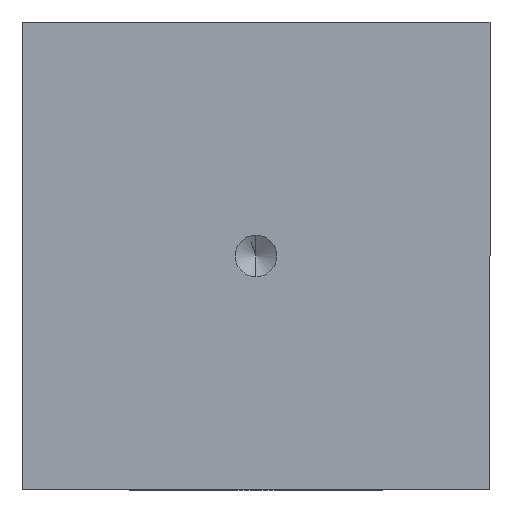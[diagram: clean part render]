
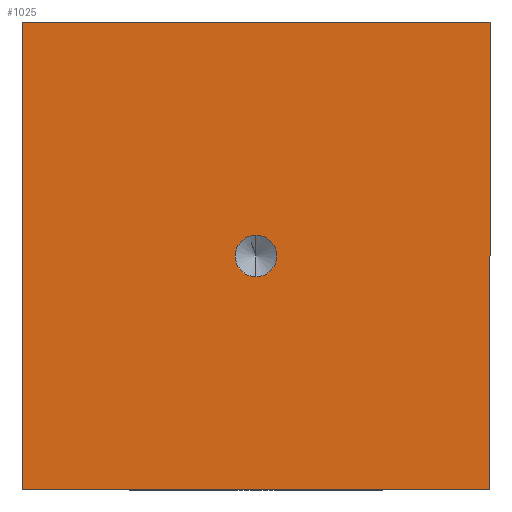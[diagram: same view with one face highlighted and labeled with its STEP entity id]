
A CAD part, front view. The second image highlights one B-rep face of the part: STEP entity #1025.
In plain terms, the highlighted planar face has unit normal (0, -1, 0).
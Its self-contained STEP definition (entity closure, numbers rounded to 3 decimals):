
#38 = AXIS2_PLACEMENT_3D ( 'NONE', #881, #513, #981 ) ;
#40 = VECTOR ( 'NONE', #1014, 1000. ) ;
#65 = CARTESIAN_POINT ( 'NONE',  ( 12.7, 0., 11.57 ) ) ;
#118 = ORIENTED_EDGE ( 'NONE', *, *, #1454, .F. ) ;
#150 = CARTESIAN_POINT ( 'NONE',  ( 0., 0., 25.4 ) ) ;
#170 = ORIENTED_EDGE ( 'NONE', *, *, #1265, .F. ) ;
#214 = FACE_OUTER_BOUND ( 'NONE', #1309, .T. ) ;
#230 = VERTEX_POINT ( 'NONE', #65 ) ;
#241 = DIRECTION ( 'NONE',  ( 0., 0., -1. ) ) ;
#251 = LINE ( 'NONE', #724, #650 ) ;
#314 = VERTEX_POINT ( 'NONE', #1160 ) ;
#351 = AXIS2_PLACEMENT_3D ( 'NONE', #1404, #615, #1081 ) ;
#353 = DIRECTION ( 'NONE',  ( 0., -1., 0. ) ) ;
#366 = CARTESIAN_POINT ( 'NONE',  ( 25.4, 0., 25.4 ) ) ;
#399 = DIRECTION ( 'NONE',  ( 1., 0., 0. ) ) ;
#406 = CARTESIAN_POINT ( 'NONE',  ( 0., 0., 25.4 ) ) ;
#435 = VECTOR ( 'NONE', #399, 1000. ) ;
#452 = CARTESIAN_POINT ( 'NONE',  ( 0., 0., 0. ) ) ;
#474 = ORIENTED_EDGE ( 'NONE', *, *, #764, .F. ) ;
#485 = AXIS2_PLACEMENT_3D ( 'NONE', #1055, #353, #241 ) ;
#509 = VERTEX_POINT ( 'NONE', #1061 ) ;
#513 = DIRECTION ( 'NONE',  ( 0., -1., 0. ) ) ;
#519 = CARTESIAN_POINT ( 'NONE',  ( 12.7, 0., 13.83 ) ) ;
#615 = DIRECTION ( 'NONE',  ( 0., 1., 0. ) ) ;
#650 = VECTOR ( 'NONE', #1430, 1000. ) ;
#694 = CIRCLE ( 'NONE', #485, 1.13 ) ;
#724 = CARTESIAN_POINT ( 'NONE',  ( 25.4, 0., 0. ) ) ;
#764 = EDGE_CURVE ( 'NONE', #1031, #509, #251, .T. ) ;
#772 = VECTOR ( 'NONE', #1467, 1000. ) ;
#815 = PLANE ( 'NONE',  #351 ) ;
#881 = CARTESIAN_POINT ( 'NONE',  ( 12.7, 0., 12.7 ) ) ;
#919 = CARTESIAN_POINT ( 'NONE',  ( 0., 0., 0. ) ) ;
#981 = DIRECTION ( 'NONE',  ( 0., 0., -1. ) ) ;
#1014 = DIRECTION ( 'NONE',  ( 0., 0., 1. ) ) ;
#1021 = LINE ( 'NONE', #919, #40 ) ;
#1025 = ADVANCED_FACE ( 'NONE', ( #1329, #214 ), #815, .F. ) ;
#1031 = VERTEX_POINT ( 'NONE', #366 ) ;
#1055 = CARTESIAN_POINT ( 'NONE',  ( 12.7, 0., 12.7 ) ) ;
#1057 = ORIENTED_EDGE ( 'NONE', *, *, #1294, .F. ) ;
#1061 = CARTESIAN_POINT ( 'NONE',  ( 25.4, 0., 0. ) ) ;
#1066 = ORIENTED_EDGE ( 'NONE', *, *, #1392, .F. ) ;
#1081 = DIRECTION ( 'NONE',  ( 0., 0., 1. ) ) ;
#1101 = EDGE_LOOP ( 'NONE', ( #1057, #170 ) ) ;
#1151 = LINE ( 'NONE', #452, #772 ) ;
#1160 = CARTESIAN_POINT ( 'NONE',  ( 0., 0., 0. ) ) ;
#1161 = ORIENTED_EDGE ( 'NONE', *, *, #1229, .F. ) ;
#1200 = VERTEX_POINT ( 'NONE', #519 ) ;
#1202 = VERTEX_POINT ( 'NONE', #150 ) ;
#1229 = EDGE_CURVE ( 'NONE', #1202, #1031, #1441, .T. ) ;
#1265 = EDGE_CURVE ( 'NONE', #1200, #230, #1280, .T. ) ;
#1280 = CIRCLE ( 'NONE', #38, 1.13 ) ;
#1294 = EDGE_CURVE ( 'NONE', #230, #1200, #694, .T. ) ;
#1309 = EDGE_LOOP ( 'NONE', ( #118, #1066, #474, #1161 ) ) ;
#1329 = FACE_BOUND ( 'NONE', #1101, .T. ) ;
#1392 = EDGE_CURVE ( 'NONE', #509, #314, #1151, .T. ) ;
#1404 = CARTESIAN_POINT ( 'NONE',  ( 0., 0., 0. ) ) ;
#1430 = DIRECTION ( 'NONE',  ( 0., 0., -1. ) ) ;
#1441 = LINE ( 'NONE', #406, #435 ) ;
#1454 = EDGE_CURVE ( 'NONE', #314, #1202, #1021, .T. ) ;
#1467 = DIRECTION ( 'NONE',  ( -1., 0., 0. ) ) ;
